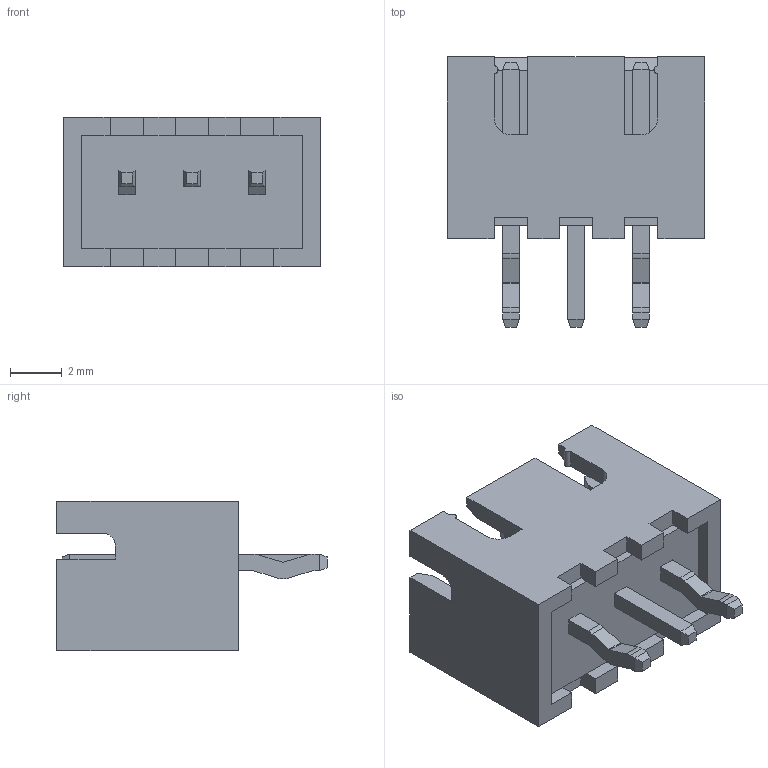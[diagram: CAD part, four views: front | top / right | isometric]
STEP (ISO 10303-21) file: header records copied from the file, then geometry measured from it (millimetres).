
FILE_DESCRIPTION (( 'STEP AP214' ), '1' );
FILE_NAME ('B3B-XH-A.STEP', '2023-11-14T13:42:03', ( '' ), ( '' ), 'SwSTEP 2.0', 'SolidWorks 2021', '' );
FILE_SCHEMA (( 'AUTOMOTIVE_DESIGN' ));
Length unit declared in the file: millimetre
Products named in the file (2): B3B-XH-A; BxB-XH-A_03
Assembly tree (1 placements, depth 2):
  B3B-XH-A
    BxB-XH-A_03
Bounding box: 9.9 x 10.4 x 5.75 mm (x, y, z)
Volume: 162.7 mm3; surface area: 561.7 mm2
Topology: 4 solids, 4 shells, 161 faces, 419 edges, 266 vertices
Faces by surface type: plane 142, cylinder 19
Entity records: 4915 total; most frequent: CARTESIAN_POINT 859, ORIENTED_EDGE 838, DIRECTION 783, EDGE_CURVE 419, VECTOR 379, LINE 379, VERTEX_POINT 266, AXIS2_PLACEMENT_3D 202
